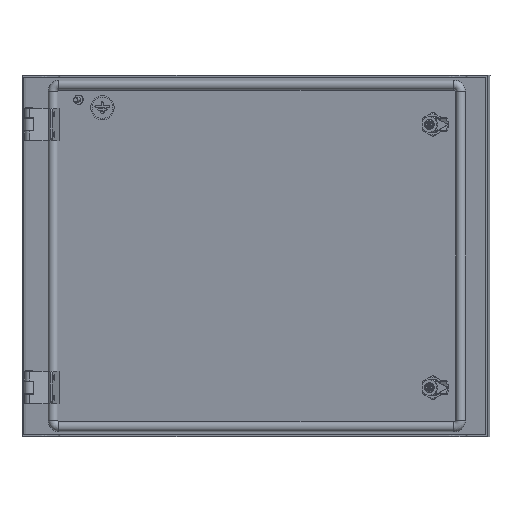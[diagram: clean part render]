
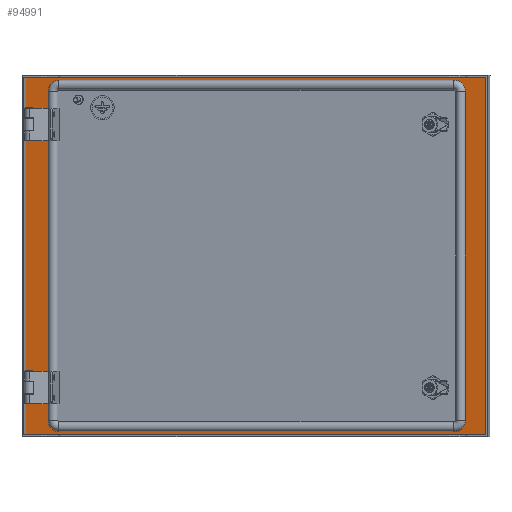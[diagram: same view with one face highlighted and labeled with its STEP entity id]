
A CAD part, left-side view. The second image highlights one B-rep face of the part: STEP entity #94991.
In plain terms, the highlighted planar face has unit normal (-0.966, 0.259, 0).
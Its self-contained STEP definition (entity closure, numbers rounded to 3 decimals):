
#1272 = EDGE_CURVE ( 'NONE', #12380, #77425, #75869, .T. ) ;
#2846 = CARTESIAN_POINT ( 'NONE',  ( -157.141, -572.664, 228. ) ) ;
#3341 = LINE ( 'NONE', #87638, #51322 ) ;
#4157 = CARTESIAN_POINT ( 'NONE',  ( -164.64, -600.677, 246. ) ) ;
#5456 = VERTEX_POINT ( 'NONE', #95462 ) ;
#5469 = VERTEX_POINT ( 'NONE', #2846 ) ;
#6412 = FACE_BOUND ( 'NONE', #71510, .T. ) ;
#7662 = LINE ( 'NONE', #40899, #101254 ) ;
#8042 = PLANE ( 'NONE',  #19922 ) ;
#9993 = AXIS2_PLACEMENT_3D ( 'NONE', #70272, #28012, #69718 ) ;
#10577 = CARTESIAN_POINT ( 'NONE',  ( -153.521, -559.14, 242. ) ) ;
#10681 = ORIENTED_EDGE ( 'NONE', *, *, #71424, .T. ) ;
#12201 = CARTESIAN_POINT ( 'NONE',  ( -15.958, -45.233, -137.5 ) ) ;
#12380 = VERTEX_POINT ( 'NONE', #97444 ) ;
#12737 = DIRECTION ( 'NONE',  ( -0.259, -0.966, 0. ) ) ;
#13100 = DIRECTION ( 'NONE',  ( -0.966, 0.259, 0. ) ) ;
#13800 = DIRECTION ( 'NONE',  ( -0.966, 0.259, 0. ) ) ;
#14215 = CARTESIAN_POINT ( 'NONE',  ( -15.958, -45.233, 187.5 ) ) ;
#16193 = CIRCLE ( 'NONE', #90649, 14. ) ;
#16463 = CARTESIAN_POINT ( 'NONE',  ( -16.087, -45.716, 187.5 ) ) ;
#16897 = VECTOR ( 'NONE', #103649, 1000. ) ;
#17038 = CARTESIAN_POINT ( 'NONE',  ( -11.821, -29.777, 246. ) ) ;
#18743 = CIRCLE ( 'NONE', #9993, 14. ) ;
#19194 = EDGE_LOOP ( 'NONE', ( #66362, #101900 ) ) ;
#19922 = AXIS2_PLACEMENT_3D ( 'NONE', #82945, #25179, #73558 ) ;
#21074 = EDGE_CURVE ( 'NONE', #88581, #91752, #92485, .T. ) ;
#21079 = VERTEX_POINT ( 'NONE', #16463 ) ;
#22457 = ORIENTED_EDGE ( 'NONE', *, *, #59400, .F. ) ;
#22833 = DIRECTION ( 'NONE',  ( 0.259, 0.966, 0. ) ) ;
#23552 = FACE_BOUND ( 'NONE', #19194, .T. ) ;
#24332 = ORIENTED_EDGE ( 'NONE', *, *, #99175, .T. ) ;
#24695 = ORIENTED_EDGE ( 'NONE', *, *, #75263, .T. ) ;
#25062 = LINE ( 'NONE', #38541, #66616 ) ;
#25179 = DIRECTION ( 'NONE',  ( 0.966, -0.259, 0. ) ) ;
#25323 = CARTESIAN_POINT ( 'NONE',  ( -22.94, -71.314, 242. ) ) ;
#25864 = DIRECTION ( 'NONE',  ( -0.259, -0.966, 0. ) ) ;
#28012 = DIRECTION ( 'NONE',  ( 0.966, -0.259, 0. ) ) ;
#28295 = VECTOR ( 'NONE', #74309, 1000. ) ;
#28919 = DIRECTION ( 'NONE',  ( -0.259, -0.966, 0. ) ) ;
#30720 = AXIS2_PLACEMENT_3D ( 'NONE', #107704, #65614, #22833 ) ;
#30785 = CIRCLE ( 'NONE', #30720, 14. ) ;
#32609 = CARTESIAN_POINT ( 'NONE',  ( -88.23, -315.227, 246. ) ) ;
#32811 = AXIS2_PLACEMENT_3D ( 'NONE', #12201, #89852, #12737 ) ;
#34658 = EDGE_CURVE ( 'NONE', #44902, #12380, #16193, .T. ) ;
#34787 = CARTESIAN_POINT ( 'NONE',  ( -153.521, -559.14, -192. ) ) ;
#37961 = CIRCLE ( 'NONE', #80294, 14. ) ;
#38098 = ORIENTED_EDGE ( 'NONE', *, *, #108413, .F. ) ;
#38541 = CARTESIAN_POINT ( 'NONE',  ( -11.821, -29.777, 25. ) ) ;
#38884 = VECTOR ( 'NONE', #25864, 1000. ) ;
#38966 = EDGE_CURVE ( 'NONE', #41841, #5456, #37961, .T. ) ;
#40122 = ORIENTED_EDGE ( 'NONE', *, *, #99036, .T. ) ;
#40819 = EDGE_CURVE ( 'NONE', #103823, #21079, #91571, .T. ) ;
#40899 = CARTESIAN_POINT ( 'NONE',  ( -157.141, -572.664, 228. ) ) ;
#41415 = DIRECTION ( 'NONE',  ( -0.259, -0.966, 0. ) ) ;
#41440 = DIRECTION ( 'NONE',  ( 0., 0., -1. ) ) ;
#41841 = VERTEX_POINT ( 'NONE', #34787 ) ;
#42030 = LINE ( 'NONE', #32609, #28295 ) ;
#42100 = ORIENTED_EDGE ( 'NONE', *, *, #51727, .F. ) ;
#42141 = VERTEX_POINT ( 'NONE', #107381 ) ;
#44452 = CARTESIAN_POINT ( 'NONE',  ( -15.958, -45.233, 187.5 ) ) ;
#44902 = VERTEX_POINT ( 'NONE', #57746 ) ;
#45225 = CARTESIAN_POINT ( 'NONE',  ( -153.521, -559.14, -178. ) ) ;
#46297 = CARTESIAN_POINT ( 'NONE',  ( -11.821, -29.777, -196. ) ) ;
#49748 = CARTESIAN_POINT ( 'NONE',  ( -88.23, -315.227, -196. ) ) ;
#50493 = ORIENTED_EDGE ( 'NONE', *, *, #40819, .F. ) ;
#50558 = CIRCLE ( 'NONE', #32811, 0.5 ) ;
#51170 = VERTEX_POINT ( 'NONE', #86833 ) ;
#51322 = VECTOR ( 'NONE', #63227, 1000. ) ;
#51649 = VERTEX_POINT ( 'NONE', #108199 ) ;
#51727 = EDGE_CURVE ( 'NONE', #21079, #103823, #81441, .T. ) ;
#52123 = CARTESIAN_POINT ( 'NONE',  ( -164.64, -600.677, 25. ) ) ;
#53459 = CARTESIAN_POINT ( 'NONE',  ( -22.94, -71.314, 228. ) ) ;
#53967 = AXIS2_PLACEMENT_3D ( 'NONE', #106407, #13800, #57623 ) ;
#54116 = EDGE_CURVE ( 'NONE', #51170, #51649, #96452, .T. ) ;
#55109 = DIRECTION ( 'NONE',  ( 0.259, 0.966, 0. ) ) ;
#55112 = CARTESIAN_POINT ( 'NONE',  ( -22.94, -71.314, -192. ) ) ;
#55292 = ORIENTED_EDGE ( 'NONE', *, *, #21074, .T. ) ;
#57623 = DIRECTION ( 'NONE',  ( -0.259, -0.966, 0. ) ) ;
#57746 = CARTESIAN_POINT ( 'NONE',  ( -19.32, -57.791, 228. ) ) ;
#57937 = AXIS2_PLACEMENT_3D ( 'NONE', #14215, #13100, #88570 ) ;
#58460 = VERTEX_POINT ( 'NONE', #4157 ) ;
#59400 = EDGE_CURVE ( 'NONE', #42141, #88504, #30785, .T. ) ;
#61532 = EDGE_CURVE ( 'NONE', #51649, #51170, #50558, .T. ) ;
#63227 = DIRECTION ( 'NONE',  ( 0., 0., 1. ) ) ;
#63694 = AXIS2_PLACEMENT_3D ( 'NONE', #44452, #88278, #69479 ) ;
#64363 = EDGE_LOOP ( 'NONE', ( #24332, #55292, #100578, #10681 ) ) ;
#65116 = VECTOR ( 'NONE', #41415, 1000. ) ;
#65210 = FACE_BOUND ( 'NONE', #73056, .T. ) ;
#65485 = VECTOR ( 'NONE', #28919, 1000. ) ;
#65614 = DIRECTION ( 'NONE',  ( -0.966, 0.259, 0. ) ) ;
#66184 = EDGE_CURVE ( 'NONE', #91752, #58460, #85413, .T. ) ;
#66362 = ORIENTED_EDGE ( 'NONE', *, *, #61532, .F. ) ;
#66616 = VECTOR ( 'NONE', #108287, 1000. ) ;
#69479 = DIRECTION ( 'NONE',  ( -0.259, -0.966, 0. ) ) ;
#69718 = DIRECTION ( 'NONE',  ( 0., 0., 1. ) ) ;
#70272 = CARTESIAN_POINT ( 'NONE',  ( -153.521, -559.14, 228. ) ) ;
#71305 = EDGE_CURVE ( 'NONE', #42141, #44902, #3341, .T. ) ;
#71424 = EDGE_CURVE ( 'NONE', #58460, #85762, #42030, .T. ) ;
#71510 = EDGE_LOOP ( 'NONE', ( #22457, #78757, #83542, #89247, #40122, #24695, #73763, #38098 ) ) ;
#73056 = EDGE_LOOP ( 'NONE', ( #42100, #50493 ) ) ;
#73558 = DIRECTION ( 'NONE',  ( 0.259, 0.966, 0. ) ) ;
#73763 = ORIENTED_EDGE ( 'NONE', *, *, #38966, .F. ) ;
#74309 = DIRECTION ( 'NONE',  ( 0.259, 0.966, 0. ) ) ;
#75263 = EDGE_CURVE ( 'NONE', #5469, #5456, #7662, .T. ) ;
#75869 = LINE ( 'NONE', #25323, #38884 ) ;
#77425 = VERTEX_POINT ( 'NONE', #10577 ) ;
#78757 = ORIENTED_EDGE ( 'NONE', *, *, #71305, .T. ) ;
#80294 = AXIS2_PLACEMENT_3D ( 'NONE', #45225, #85790, #101839 ) ;
#81441 = CIRCLE ( 'NONE', #63694, 0.5 ) ;
#82945 = CARTESIAN_POINT ( 'NONE',  ( -88.23, -315.227, 25. ) ) ;
#83542 = ORIENTED_EDGE ( 'NONE', *, *, #34658, .T. ) ;
#84471 = CARTESIAN_POINT ( 'NONE',  ( -15.829, -44.75, 187.5 ) ) ;
#85413 = LINE ( 'NONE', #52123, #16897 ) ;
#85762 = VERTEX_POINT ( 'NONE', #17038 ) ;
#85790 = DIRECTION ( 'NONE',  ( -0.966, 0.259, 0. ) ) ;
#86833 = CARTESIAN_POINT ( 'NONE',  ( -15.829, -44.75, -137.5 ) ) ;
#87638 = CARTESIAN_POINT ( 'NONE',  ( -19.32, -57.791, 25. ) ) ;
#88278 = DIRECTION ( 'NONE',  ( -0.966, 0.259, 0. ) ) ;
#88504 = VERTEX_POINT ( 'NONE', #55112 ) ;
#88570 = DIRECTION ( 'NONE',  ( -0.259, -0.966, 0. ) ) ;
#88581 = VERTEX_POINT ( 'NONE', #46297 ) ;
#89247 = ORIENTED_EDGE ( 'NONE', *, *, #1272, .T. ) ;
#89852 = DIRECTION ( 'NONE',  ( -0.966, 0.259, 0. ) ) ;
#90611 = CARTESIAN_POINT ( 'NONE',  ( -164.64, -600.677, -196. ) ) ;
#90649 = AXIS2_PLACEMENT_3D ( 'NONE', #53459, #103898, #55109 ) ;
#91571 = CIRCLE ( 'NONE', #57937, 0.5 ) ;
#91752 = VERTEX_POINT ( 'NONE', #90611 ) ;
#92485 = LINE ( 'NONE', #49748, #65116 ) ;
#94486 = CARTESIAN_POINT ( 'NONE',  ( -22.94, -71.314, -192. ) ) ;
#94991 = ADVANCED_FACE ( 'NONE', ( #100101, #65210, #23552, #6412 ), #8042, .F. ) ;
#95462 = CARTESIAN_POINT ( 'NONE',  ( -157.141, -572.664, -178. ) ) ;
#96097 = LINE ( 'NONE', #94486, #65485 ) ;
#96452 = CIRCLE ( 'NONE', #53967, 0.5 ) ;
#97444 = CARTESIAN_POINT ( 'NONE',  ( -22.94, -71.314, 242. ) ) ;
#99036 = EDGE_CURVE ( 'NONE', #77425, #5469, #18743, .T. ) ;
#99175 = EDGE_CURVE ( 'NONE', #85762, #88581, #25062, .T. ) ;
#100101 = FACE_OUTER_BOUND ( 'NONE', #64363, .T. ) ;
#100578 = ORIENTED_EDGE ( 'NONE', *, *, #66184, .T. ) ;
#101254 = VECTOR ( 'NONE', #41440, 1000. ) ;
#101839 = DIRECTION ( 'NONE',  ( 0., 0., -1. ) ) ;
#101900 = ORIENTED_EDGE ( 'NONE', *, *, #54116, .F. ) ;
#103649 = DIRECTION ( 'NONE',  ( 0., 0., 1. ) ) ;
#103823 = VERTEX_POINT ( 'NONE', #84471 ) ;
#103898 = DIRECTION ( 'NONE',  ( 0.966, -0.259, 0. ) ) ;
#106407 = CARTESIAN_POINT ( 'NONE',  ( -15.958, -45.233, -137.5 ) ) ;
#107381 = CARTESIAN_POINT ( 'NONE',  ( -19.32, -57.791, -178. ) ) ;
#107704 = CARTESIAN_POINT ( 'NONE',  ( -22.94, -71.314, -178. ) ) ;
#108199 = CARTESIAN_POINT ( 'NONE',  ( -16.087, -45.716, -137.5 ) ) ;
#108287 = DIRECTION ( 'NONE',  ( 0., 0., -1. ) ) ;
#108413 = EDGE_CURVE ( 'NONE', #88504, #41841, #96097, .T. ) ;
